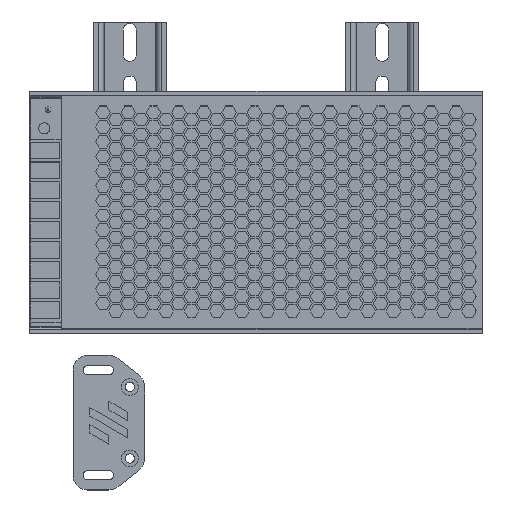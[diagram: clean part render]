
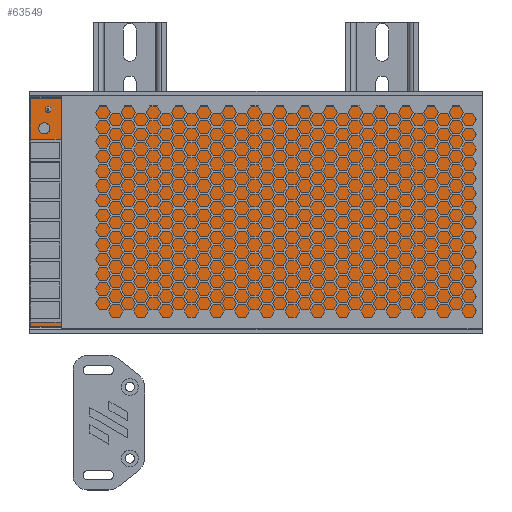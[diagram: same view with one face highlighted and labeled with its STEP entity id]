
A CAD part, top view. The second image highlights one B-rep face of the part: STEP entity #63549.
In plain terms, the highlighted planar face has unit normal (0, 0, 1).
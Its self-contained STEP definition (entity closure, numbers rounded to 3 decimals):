
#1207=FACE_BOUND('',#8425,.T.);
#1208=FACE_BOUND('',#8426,.T.);
#1359=CIRCLE('',#66774,1.346);
#1361=CIRCLE('',#66778,2.644);
#4488=FACE_OUTER_BOUND('',#8424,.T.);
#8424=EDGE_LOOP('',(#56254,#56255,#56256,#56257,#56258,#56259,#56260,#56261));
#8425=EDGE_LOOP('',(#56262));
#8426=EDGE_LOOP('',(#56263));
#16732=LINE('',#98747,#25113);
#16736=LINE('',#98755,#25117);
#16738=LINE('',#98759,#25119);
#16740=LINE('',#98763,#25121);
#16742=LINE('',#98766,#25123);
#16743=LINE('',#98769,#25124);
#16744=LINE('',#98771,#25125);
#16745=LINE('',#98772,#25126);
#25113=VECTOR('',#80885,19.428);
#25117=VECTOR('',#80889,1.947);
#25119=VECTOR('',#80893,19.);
#25121=VECTOR('',#80897,87.);
#25123=VECTOR('',#80901,19.);
#25124=VECTOR('',#80904,211.529);
#25125=VECTOR('',#80905,108.376);
#25126=VECTOR('',#80906,211.529);
#30849=VERTEX_POINT('',#98507);
#30851=VERTEX_POINT('',#98514);
#30928=VERTEX_POINT('',#98744);
#30929=VERTEX_POINT('',#98746);
#30932=VERTEX_POINT('',#98752);
#30933=VERTEX_POINT('',#98754);
#30934=VERTEX_POINT('',#98758);
#30935=VERTEX_POINT('',#98762);
#30936=VERTEX_POINT('',#98768);
#30937=VERTEX_POINT('',#98770);
#39322=EDGE_CURVE('',#30849,#30849,#1359,.T.);
#39325=EDGE_CURVE('',#30851,#30851,#1361,.T.);
#39439=EDGE_CURVE('',#30929,#30928,#16732,.T.);
#39443=EDGE_CURVE('',#30933,#30932,#16736,.T.);
#39445=EDGE_CURVE('',#30928,#30934,#16738,.T.);
#39447=EDGE_CURVE('',#30934,#30935,#16740,.T.);
#39449=EDGE_CURVE('',#30935,#30933,#16742,.T.);
#39450=EDGE_CURVE('',#30932,#30936,#16743,.T.);
#39451=EDGE_CURVE('',#30936,#30937,#16744,.T.);
#39452=EDGE_CURVE('',#30937,#30929,#16745,.T.);
#56254=ORIENTED_EDGE('',*,*,#39445,.T.);
#56255=ORIENTED_EDGE('',*,*,#39447,.T.);
#56256=ORIENTED_EDGE('',*,*,#39449,.T.);
#56257=ORIENTED_EDGE('',*,*,#39443,.T.);
#56258=ORIENTED_EDGE('',*,*,#39450,.T.);
#56259=ORIENTED_EDGE('',*,*,#39451,.T.);
#56260=ORIENTED_EDGE('',*,*,#39452,.T.);
#56261=ORIENTED_EDGE('',*,*,#39439,.T.);
#56262=ORIENTED_EDGE('',*,*,#39322,.T.);
#56263=ORIENTED_EDGE('',*,*,#39325,.T.);
#60708=PLANE('',#66821);
#63549=ADVANCED_FACE('',(#4488,#1207,#1208),#60708,.T.);
#66774=AXIS2_PLACEMENT_3D('',#98509,#80683,#80684);
#66778=AXIS2_PLACEMENT_3D('',#98516,#80692,#80693);
#66821=AXIS2_PLACEMENT_3D('',#98767,#80902,#80903);
#80683=DIRECTION('center_axis',(0.,0.,-1.));
#80684=DIRECTION('ref_axis',(-1.,0.,0.));
#80692=DIRECTION('center_axis',(0.,0.,-1.));
#80693=DIRECTION('ref_axis',(-1.,0.,0.));
#80885=DIRECTION('',(0.,-1.,0.));
#80889=DIRECTION('',(0.,-1.,0.));
#80893=DIRECTION('',(1.,0.,0.));
#80897=DIRECTION('',(0.,-1.,0.));
#80901=DIRECTION('',(-1.,0.,0.));
#80902=DIRECTION('center_axis',(0.,0.,1.));
#80903=DIRECTION('ref_axis',(1.,0.,0.));
#80904=DIRECTION('',(1.,0.,0.));
#80905=DIRECTION('',(0.,1.,0.));
#80906=DIRECTION('',(-1.,0.,0.));
#98507=CARTESIAN_POINT('',(-76.073,271.425,6.6));
#98509=CARTESIAN_POINT('Origin',(-77.419,271.425,6.6));
#98514=CARTESIAN_POINT('',(-76.573,262.54,6.6));
#98516=CARTESIAN_POINT('Origin',(-79.217,262.54,6.6));
#98744=CARTESIAN_POINT('',(-85.799,257.332,6.6));
#98746=CARTESIAN_POINT('',(-85.799,276.76,6.6));
#98747=CARTESIAN_POINT('',(-85.799,168.385,6.6));
#98752=CARTESIAN_POINT('',(-85.799,168.385,6.6));
#98754=CARTESIAN_POINT('',(-85.799,170.332,6.6));
#98755=CARTESIAN_POINT('',(-85.799,168.385,6.6));
#98758=CARTESIAN_POINT('',(-66.799,257.332,6.6));
#98759=CARTESIAN_POINT('',(-23.416,257.332,6.6));
#98762=CARTESIAN_POINT('',(-66.799,170.332,6.6));
#98763=CARTESIAN_POINT('',(-66.799,196.452,6.6));
#98766=CARTESIAN_POINT('',(-32.916,170.332,6.6));
#98767=CARTESIAN_POINT('Origin',(19.966,222.573,6.6));
#98768=CARTESIAN_POINT('',(125.73,168.385,6.6));
#98769=CARTESIAN_POINT('',(125.73,168.385,6.6));
#98770=CARTESIAN_POINT('',(125.73,276.76,6.6));
#98771=CARTESIAN_POINT('',(125.73,276.76,6.6));
#98772=CARTESIAN_POINT('',(-85.799,276.76,6.6));
